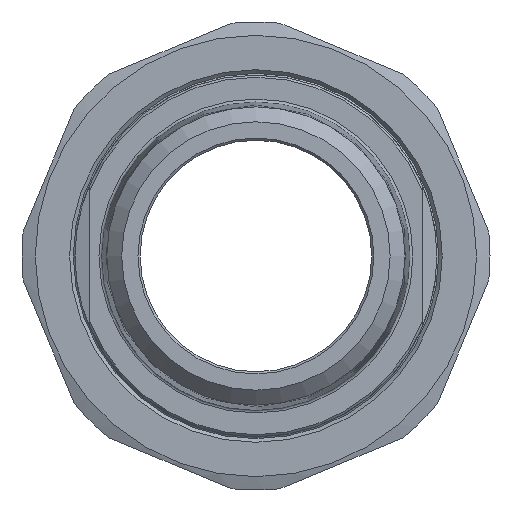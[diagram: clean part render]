
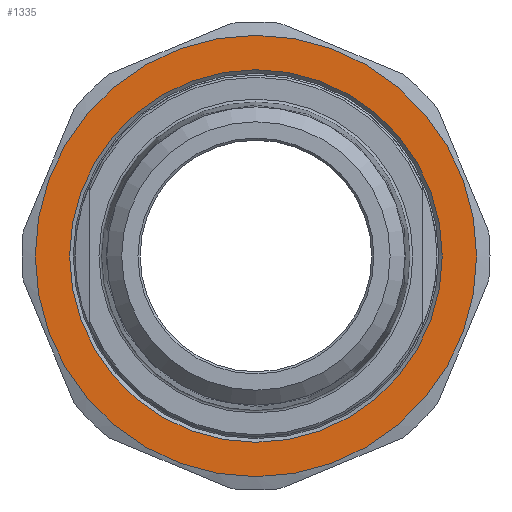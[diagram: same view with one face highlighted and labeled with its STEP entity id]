
A CAD part, left-side view. The second image highlights one B-rep face of the part: STEP entity #1335.
In plain terms, the highlighted planar face has unit normal (-1, 0, 0).
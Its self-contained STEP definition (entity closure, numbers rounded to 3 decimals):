
#40=FACE_BOUND('',#246,.T.);
#116=PLANE('',#1521);
#161=FACE_OUTER_BOUND('',#245,.T.);
#245=EDGE_LOOP('',(#1007));
#246=EDGE_LOOP('',(#1008));
#464=CIRCLE('',#1500,30.5);
#475=CIRCLE('',#1520,25.75);
#592=VERTEX_POINT('',#2280);
#601=VERTEX_POINT('',#2312);
#743=EDGE_CURVE('',#592,#592,#464,.T.);
#756=EDGE_CURVE('',#601,#601,#475,.T.);
#1007=ORIENTED_EDGE('',*,*,#743,.T.);
#1008=ORIENTED_EDGE('',*,*,#756,.F.);
#1335=ADVANCED_FACE('',(#161,#40),#116,.F.);
#1500=AXIS2_PLACEMENT_3D('',#2282,#1756,#1757);
#1520=AXIS2_PLACEMENT_3D('',#2313,#1798,#1799);
#1521=AXIS2_PLACEMENT_3D('',#2315,#1801,#1802);
#1756=DIRECTION('center_axis',(-1.,0.,0.));
#1757=DIRECTION('ref_axis',(0.,1.,0.));
#1798=DIRECTION('center_axis',(-1.,0.,0.));
#1799=DIRECTION('ref_axis',(0.,-1.,0.));
#1801=DIRECTION('center_axis',(1.,0.,0.));
#1802=DIRECTION('ref_axis',(0.,0.,-1.));
#2280=CARTESIAN_POINT('',(-20.,-30.5,0.));
#2282=CARTESIAN_POINT('Origin',(-20.,0.,0.));
#2312=CARTESIAN_POINT('',(-20.,25.75,0.));
#2313=CARTESIAN_POINT('Origin',(-20.,0.,0.));
#2315=CARTESIAN_POINT('Origin',(-20.,0.,0.));
